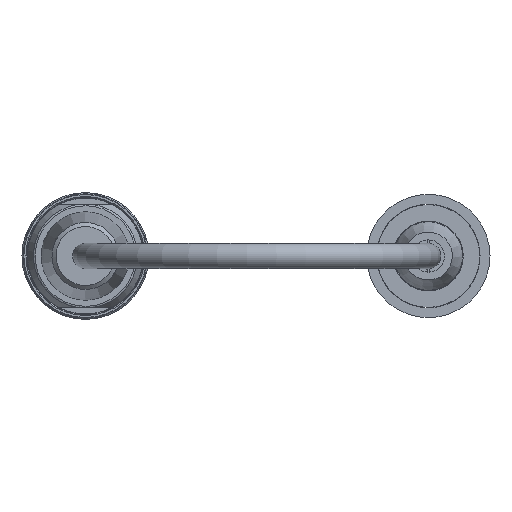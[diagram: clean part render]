
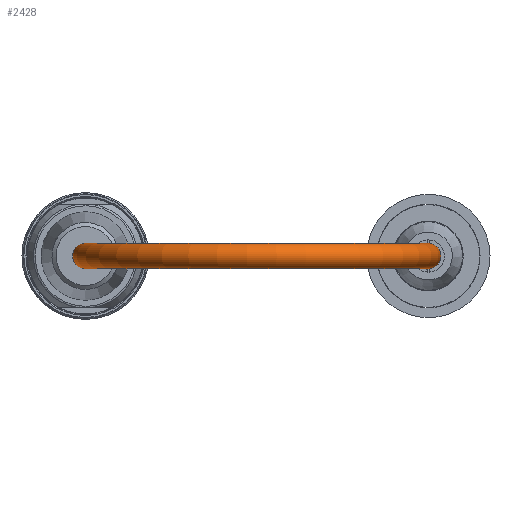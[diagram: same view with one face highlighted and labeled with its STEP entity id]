
A CAD part, left-side view. The second image highlights one B-rep face of the part: STEP entity #2428.
In plain terms, the highlighted toroidal (fillet/blend) face has major radius 25 mm and minor radius 1.85 mm.
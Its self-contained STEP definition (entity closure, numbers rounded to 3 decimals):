
#516=FACE_BOUND('',#874,.T.);
#667=FACE_OUTER_BOUND('',#873,.T.);
#873=EDGE_LOOP('',(#1985));
#874=EDGE_LOOP('',(#1986));
#1066=CIRCLE('',#2702,1.85);
#1067=CIRCLE('',#2704,1.85);
#1239=VERTEX_POINT('',#4158);
#1240=VERTEX_POINT('',#4161);
#1505=EDGE_CURVE('',#1239,#1239,#1066,.T.);
#1506=EDGE_CURVE('',#1240,#1240,#1067,.T.);
#1985=ORIENTED_EDGE('',*,*,#1505,.F.);
#1986=ORIENTED_EDGE('',*,*,#1506,.T.);
#2156=TOROIDAL_SURFACE('',#2703,25.,1.85);
#2428=ADVANCED_FACE('',(#667,#516),#2156,.T.);
#2702=AXIS2_PLACEMENT_3D('',#4159,#3267,#3268);
#2703=AXIS2_PLACEMENT_3D('',#4160,#3269,#3270);
#2704=AXIS2_PLACEMENT_3D('',#4162,#3271,#3272);
#3267=DIRECTION('center_axis',(1.,0.,0.));
#3268=DIRECTION('ref_axis',(0.,0.,-1.));
#3269=DIRECTION('center_axis',(0.,0.,
-1.));
#3270=DIRECTION('ref_axis',(-1.,0.,0.));
#3271=DIRECTION('center_axis',(-1.,0.,0.));
#3272=DIRECTION('ref_axis',(0.,0.,-1.));
#4158=CARTESIAN_POINT('',(-42.,50.,1.85));
#4159=CARTESIAN_POINT('Origin',(-42.,50.,0.));
#4160=CARTESIAN_POINT('Origin',(-42.,25.,0.));
#4161=CARTESIAN_POINT('',(-42.,0.,1.85));
#4162=CARTESIAN_POINT('Origin',(-42.,0.,
0.));
